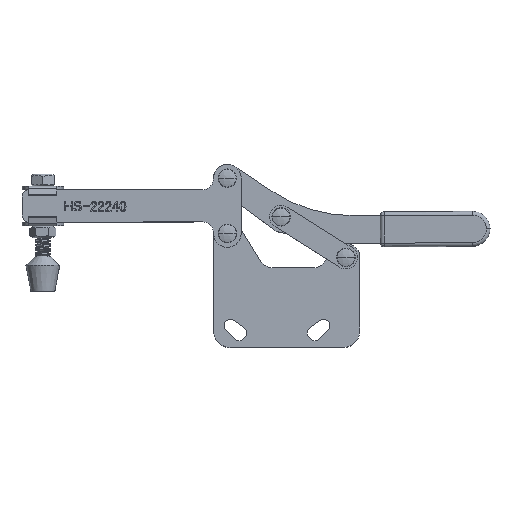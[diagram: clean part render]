
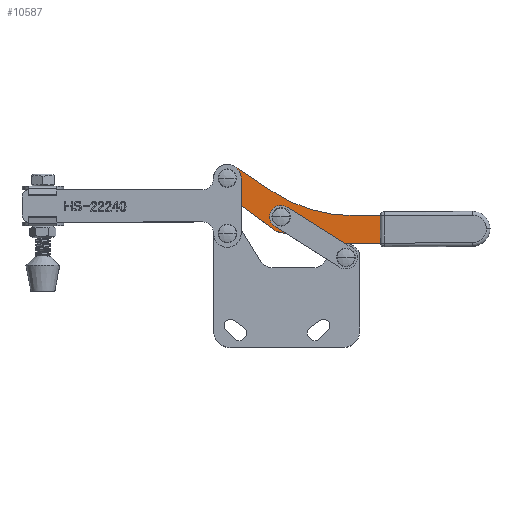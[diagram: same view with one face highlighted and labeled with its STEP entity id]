
A CAD part, top view. The second image highlights one B-rep face of the part: STEP entity #10587.
In plain terms, the highlighted planar face has unit normal (0, 0, 1).
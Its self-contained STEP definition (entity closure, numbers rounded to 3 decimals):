
#4830 = AXIS2_PLACEMENT_3D ( 'NONE', #22169, #22167, #22173 ) ;
#8582 = ORIENTED_EDGE ( 'NONE', *, *, #14690, .T. ) ;
#8583 = ORIENTED_EDGE ( 'NONE', *, *, #14673, .T. ) ;
#8584 = ORIENTED_EDGE ( 'NONE', *, *, #14692, .T. ) ;
#8585 = ORIENTED_EDGE ( 'NONE', *, *, #14678, .T. ) ;
#8586 = ORIENTED_EDGE ( 'NONE', *, *, #14694, .T. ) ;
#8587 = ORIENTED_EDGE ( 'NONE', *, *, #14695, .F. ) ;
#8588 = ORIENTED_EDGE ( 'NONE', *, *, #14697, .T. ) ;
#8589 = ORIENTED_EDGE ( 'NONE', *, *, #14698, .T. ) ;
#8590 = ORIENTED_EDGE ( 'NONE', *, *, #14700, .T. ) ;
#8591 = ORIENTED_EDGE ( 'NONE', *, *, #14701, .F. ) ;
#8592 = ORIENTED_EDGE ( 'NONE', *, *, #14684, .F. ) ;
#8593 = ORIENTED_EDGE ( 'NONE', *, *, #14703, .T. ) ;
#8594 = ORIENTED_EDGE ( 'NONE', *, *, #14705, .F. ) ;
#8595 = ORIENTED_EDGE ( 'NONE', *, *, #14706, .T. ) ;
#8596 = ORIENTED_EDGE ( 'NONE', *, *, #14708, .F. ) ;
#9302 = EDGE_LOOP ( 'NONE', ( #8586, #8587, #8588, #8589, #8590, #8591, #8592, #8593, #8594, #8595, #8596 ) ) ;
#9303 = EDGE_LOOP ( 'NONE', ( #8582, #8583 ) ) ;
#9311 = EDGE_LOOP ( 'NONE', ( #8584, #8585 ) ) ;
#10587 = ADVANCED_FACE ( 'NONE', ( #23300, #23316, #23308 ), #22171, .T. ) ;
#13652 = VERTEX_POINT ( 'NONE', #43934 ) ;
#13655 = VERTEX_POINT ( 'NONE', #43937 ) ;
#13656 = VERTEX_POINT ( 'NONE', #43938 ) ;
#13657 = VERTEX_POINT ( 'NONE', #43939 ) ;
#13658 = VERTEX_POINT ( 'NONE', #43940 ) ;
#13661 = VERTEX_POINT ( 'NONE', #43943 ) ;
#13663 = VERTEX_POINT ( 'NONE', #43945 ) ;
#13664 = VERTEX_POINT ( 'NONE', #43946 ) ;
#13667 = VERTEX_POINT ( 'NONE', #43949 ) ;
#13668 = VERTEX_POINT ( 'NONE', #43950 ) ;
#13669 = VERTEX_POINT ( 'NONE', #43951 ) ;
#13670 = VERTEX_POINT ( 'NONE', #43952 ) ;
#13671 = VERTEX_POINT ( 'NONE', #43953 ) ;
#13683 = VERTEX_POINT ( 'NONE', #43965 ) ;
#13684 = VERTEX_POINT ( 'NONE', #43966 ) ;
#14673 = EDGE_CURVE ( 'NONE', #13652, #13656, #42215, .T. ) ;
#14678 = EDGE_CURVE ( 'NONE', #13655, #13658, #42219, .T. ) ;
#14684 = EDGE_CURVE ( 'NONE', #13663, #13664, #42223, .T. ) ;
#14690 = EDGE_CURVE ( 'NONE', #13656, #13652, #42232, .T. ) ;
#14692 = EDGE_CURVE ( 'NONE', #13658, #13655, #42234, .T. ) ;
#14694 = EDGE_CURVE ( 'NONE', #13661, #13657, #42235, .T. ) ;
#14695 = EDGE_CURVE ( 'NONE', #13667, #13657, #42228, .T. ) ;
#14697 = EDGE_CURVE ( 'NONE', #13667, #13669, #42236, .T. ) ;
#14698 = EDGE_CURVE ( 'NONE', #13669, #13670, #42239, .T. ) ;
#14700 = EDGE_CURVE ( 'NONE', #13670, #13683, #42241, .T. ) ;
#14701 = EDGE_CURVE ( 'NONE', #13664, #13683, #42242, .T. ) ;
#14703 = EDGE_CURVE ( 'NONE', #13663, #13668, #42238, .T. ) ;
#14705 = EDGE_CURVE ( 'NONE', #13671, #13668, #42245, .T. ) ;
#14706 = EDGE_CURVE ( 'NONE', #13671, #13684, #42244, .T. ) ;
#14708 = EDGE_CURVE ( 'NONE', #13661, #13684, #42248, .T. ) ;
#22167 = DIRECTION ( 'NONE',  ( 0., 0., 1. ) ) ;
#22169 = CARTESIAN_POINT ( 'NONE',  ( 133., -28.276, 4. ) ) ;
#22171 = PLANE ( 'NONE',  #4830 ) ;
#22173 = DIRECTION ( 'NONE',  ( 1., 0., 0. ) ) ;
#23300 = FACE_BOUND ( 'NONE', #9303, .T. ) ;
#23308 = FACE_OUTER_BOUND ( 'NONE', #9302, .T. ) ;
#23316 = FACE_BOUND ( 'NONE', #9311, .T. ) ;
#38854 = AXIS2_PLACEMENT_3D ( 'NONE', #44701, #44702, #44703 ) ;
#38856 = AXIS2_PLACEMENT_3D ( 'NONE', #44712, #44713, #44714 ) ;
#38858 = AXIS2_PLACEMENT_3D ( 'NONE', #44725, #44726, #44727 ) ;
#38860 = AXIS2_PLACEMENT_3D ( 'NONE', #44735, #44736, #44737 ) ;
#38861 = AXIS2_PLACEMENT_3D ( 'NONE', #44740, #44741, #44742 ) ;
#38862 = AXIS2_PLACEMENT_3D ( 'NONE', #44747, #44748, #44749 ) ;
#38863 = AXIS2_PLACEMENT_3D ( 'NONE', #44752, #44753, #44754 ) ;
#38864 = AXIS2_PLACEMENT_3D ( 'NONE', #44758, #44759, #44760 ) ;
#38865 = AXIS2_PLACEMENT_3D ( 'NONE', #44765, #44766, #44767 ) ;
#38866 = AXIS2_PLACEMENT_3D ( 'NONE', #44772, #44773, #44774 ) ;
#42215 = CIRCLE ( 'NONE', #38854, 3.2 ) ;
#42219 = CIRCLE ( 'NONE', #38856, 3.2 ) ;
#42223 = CIRCLE ( 'NONE', #38858, 7.5 ) ;
#42228 = CIRCLE ( 'NONE', #38862, 7.5 ) ;
#42232 = CIRCLE ( 'NONE', #38860, 3.2 ) ;
#42234 = CIRCLE ( 'NONE', #38861, 3.2 ) ;
#42235 = LINE ( 'NONE', #44738, #42237 ) ;
#42236 = LINE ( 'NONE', #44746, #42240 ) ;
#42237 = VECTOR ( 'NONE', #44734, 1000. ) ;
#42238 = LINE ( 'NONE', #44757, #42246 ) ;
#42239 = CIRCLE ( 'NONE', #38863, 80. ) ;
#42240 = VECTOR ( 'NONE', #44743, 1000. ) ;
#42241 = LINE ( 'NONE', #44750, #42243 ) ;
#42242 = CIRCLE ( 'NONE', #38864, 7.5 ) ;
#42243 = VECTOR ( 'NONE', #44745, 1000. ) ;
#42244 = LINE ( 'NONE', #44764, #42249 ) ;
#42245 = CIRCLE ( 'NONE', #38865, 8. ) ;
#42246 = VECTOR ( 'NONE', #44755, 1000. ) ;
#42248 = CIRCLE ( 'NONE', #38866, 8. ) ;
#42249 = VECTOR ( 'NONE', #44762, 1000. ) ;
#43934 = CARTESIAN_POINT ( 'NONE',  ( 3.2, 0., 4. ) ) ;
#43937 = CARTESIAN_POINT ( 'NONE',  ( 32.3, -21.2, 4. ) ) ;
#43938 = CARTESIAN_POINT ( 'NONE',  ( -3.2, 0., 4. ) ) ;
#43939 = CARTESIAN_POINT ( 'NONE',  ( 133., -35.776, 4. ) ) ;
#43940 = CARTESIAN_POINT ( 'NONE',  ( 25.9, -21.2, 4. ) ) ;
#43943 = CARTESIAN_POINT ( 'NONE',  ( 55.353, -35.776, 4. ) ) ;
#43945 = CARTESIAN_POINT ( 'NONE',  ( -4.5, -6., 4. ) ) ;
#43946 = CARTESIAN_POINT ( 'NONE',  ( -7.5, 0., 4. ) ) ;
#43949 = CARTESIAN_POINT ( 'NONE',  ( 133., -20.776, 4. ) ) ;
#43950 = CARTESIAN_POINT ( 'NONE',  ( 24.778, -27.959, 4. ) ) ;
#43951 = CARTESIAN_POINT ( 'NONE',  ( 68.769, -20.776, 4. ) ) ;
#43952 = CARTESIAN_POINT ( 'NONE',  ( 24.185, -7.2, 4. ) ) ;
#43953 = CARTESIAN_POINT ( 'NONE',  ( 27.32, -29.234, 4. ) ) ;
#43965 = CARTESIAN_POINT ( 'NONE',  ( 4.18, 6.227, 4. ) ) ;
#43966 = CARTESIAN_POINT ( 'NONE',  ( 53.474, -35.552, 4. ) ) ;
#44701 = CARTESIAN_POINT ( 'NONE',  ( 0., 0., 4. ) ) ;
#44702 = DIRECTION ( 'NONE',  ( 0., 0., -1. ) ) ;
#44703 = DIRECTION ( 'NONE',  ( -1., 0., 0. ) ) ;
#44712 = CARTESIAN_POINT ( 'NONE',  ( 29.1, -21.2, 4. ) ) ;
#44713 = DIRECTION ( 'NONE',  ( 0., 0., -1. ) ) ;
#44714 = DIRECTION ( 'NONE',  ( -1., 0., 0. ) ) ;
#44725 = CARTESIAN_POINT ( 'NONE',  ( 0., 0., 4. ) ) ;
#44726 = DIRECTION ( 'NONE',  ( 0., 0., -1. ) ) ;
#44727 = DIRECTION ( 'NONE',  ( -1., 0., 0. ) ) ;
#44734 = DIRECTION ( 'NONE',  ( 1., 0., 0. ) ) ;
#44735 = CARTESIAN_POINT ( 'NONE',  ( 0., 0., 4. ) ) ;
#44736 = DIRECTION ( 'NONE',  ( 0., 0., -1. ) ) ;
#44737 = DIRECTION ( 'NONE',  ( -1., 0., 0. ) ) ;
#44738 = CARTESIAN_POINT ( 'NONE',  ( 133., -35.776, 4. ) ) ;
#44740 = CARTESIAN_POINT ( 'NONE',  ( 29.1, -21.2, 4. ) ) ;
#44741 = DIRECTION ( 'NONE',  ( 0., 0., -1. ) ) ;
#44742 = DIRECTION ( 'NONE',  ( -1., 0., 0. ) ) ;
#44743 = DIRECTION ( 'NONE',  ( -1., 0., 0. ) ) ;
#44745 = DIRECTION ( 'NONE',  ( -0.83, 0.557, 0. ) ) ;
#44746 = CARTESIAN_POINT ( 'NONE',  ( 133., -20.776, 4. ) ) ;
#44747 = CARTESIAN_POINT ( 'NONE',  ( 133., -28.276, 4. ) ) ;
#44748 = DIRECTION ( 'NONE',  ( 0., 0., -1. ) ) ;
#44749 = DIRECTION ( 'NONE',  ( -1., 0., 0. ) ) ;
#44750 = CARTESIAN_POINT ( 'NONE',  ( 24.185, -7.2, 4. ) ) ;
#44752 = CARTESIAN_POINT ( 'NONE',  ( 68.769, 59.224, 4. ) ) ;
#44753 = DIRECTION ( 'NONE',  ( 0., 0., -1. ) ) ;
#44754 = DIRECTION ( 'NONE',  ( -1., 0., 0. ) ) ;
#44755 = DIRECTION ( 'NONE',  ( 0.8, -0.6, 0. ) ) ;
#44757 = CARTESIAN_POINT ( 'NONE',  ( 24.778, -27.959, 4. ) ) ;
#44758 = CARTESIAN_POINT ( 'NONE',  ( 0., 0., 4. ) ) ;
#44759 = DIRECTION ( 'NONE',  ( 0., 0., -1. ) ) ;
#44760 = DIRECTION ( 'NONE',  ( -1., 0., 0. ) ) ;
#44762 = DIRECTION ( 'NONE',  ( 0.972, -0.235, 0. ) ) ;
#44764 = CARTESIAN_POINT ( 'NONE',  ( 53.474, -35.552, 4. ) ) ;
#44765 = CARTESIAN_POINT ( 'NONE',  ( 29.578, -21.559, 4. ) ) ;
#44766 = DIRECTION ( 'NONE',  ( 0., 0., -1. ) ) ;
#44767 = DIRECTION ( 'NONE',  ( -1., 0., 0. ) ) ;
#44772 = CARTESIAN_POINT ( 'NONE',  ( 55.353, -27.776, 4. ) ) ;
#44773 = DIRECTION ( 'NONE',  ( 0., 0., -1. ) ) ;
#44774 = DIRECTION ( 'NONE',  ( -1., 0., 0. ) ) ;
